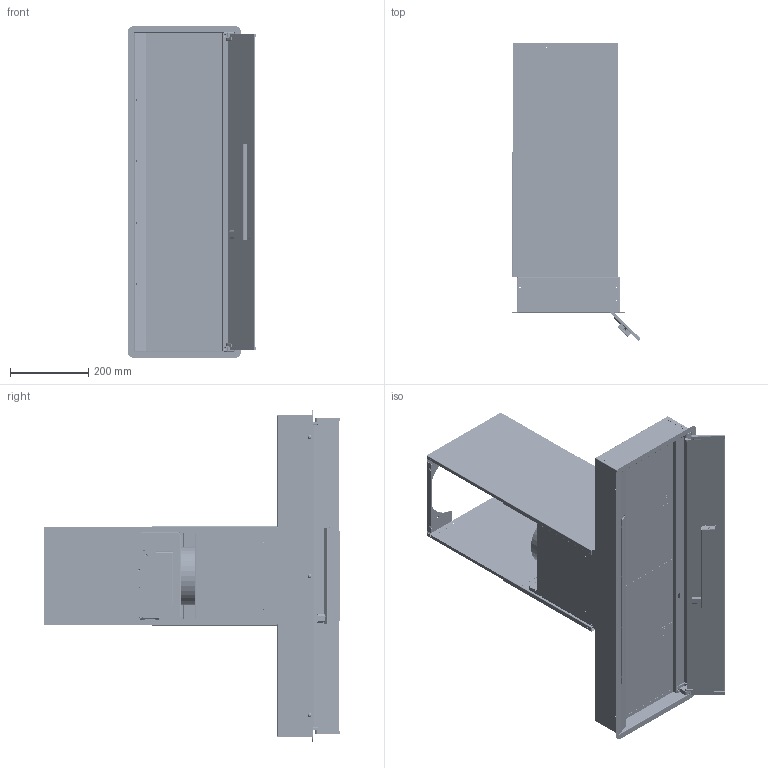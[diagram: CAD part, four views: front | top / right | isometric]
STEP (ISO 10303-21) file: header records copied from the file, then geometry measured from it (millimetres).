
FILE_DESCRIPTION (( 'STEP AP214' ), '1' );
FILE_NAME ('SLTC919 850 2018.STEP', '2019-04-05T15:22:08', ( 'sirius' ), ( '' ), 'SwSTEP 2.0', 'SolidWorks 2018', '' );
FILE_SCHEMA (( 'AUTOMOTIVE_DESIGN' ));
Length unit declared in the file: millimetre
Products named in the file (1): SLTC919 850 2018
Bounding box: 329.17 x 760.39 x 850 mm (x, y, z)
Surface area: 5830123.9 mm2 (no closed solid volume)
Topology: 0 solids, 82 shells, 8682 faces, 23521 edges, 14589 vertices
Faces by surface type: plane 3735, cylinder 3578, bspline 698, torus 361, cone 196, sphere 114
Entity records: 432499 total; most frequent: CARTESIAN_POINT 126630, ORIENTED_EDGE 46390, DIRECTION 40364, EDGE_CURVE 23307, VERTEX_POINT 14589, AXIS2_PLACEMENT_3D 13786, VECTOR 12792, LINE 12792
